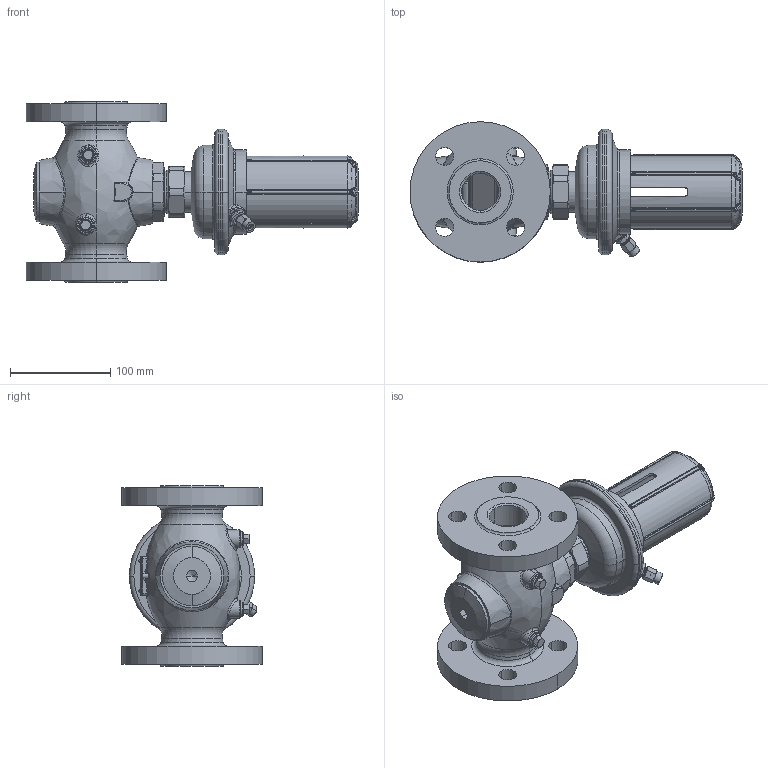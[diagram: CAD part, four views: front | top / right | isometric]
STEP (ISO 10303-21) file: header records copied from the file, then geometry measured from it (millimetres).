
FILE_DESCRIPTION((''),'2;1');
FILE_NAME('003H6348_ASM','2015-02-20T',('u317927'),('Danfoss'),'PRO/ENGINEER BY PARAMETRIC TECHNOLOGY CORPORATION, 2014000','PRO/ENGINEER BY PARAMETRIC TECHNOLOGY CORPORATION, 2014000','');
FILE_SCHEMA(('CONFIG_CONTROL_DESIGN'));
Products named in the file (22): 88810780-MODIFIED; 88810790_ZAVIHAN; 8883807_INST; TRATA-MUTTER; 8883751_ASM; 8883510; 8882035; 8882042; 49763; 5184018; SHILD-VGF; 5589607; 8883842; 8883844_ASM; 065B0783-R_ASM; 5454032; 88810710; SERTO2; SERTO3; SERTO-1_ASM; STICKER-ACTUATOR; 003H6348_ASM
Assembly tree (24 placements, depth 4):
  003H6348_ASM
    8883751_ASM
      88810780-MODIFIED
      88810790_ZAVIHAN
      8883807_INST
      TRATA-MUTTER
    8883510
    065B0783-R_ASM
      8882035
      8882042
      49763  x2
      5184018  x2
      SHILD-VGF
      5589607  x2
      8883844_ASM
        8883842
    5454032
    SERTO-1_ASM
      88810710
      SERTO2
      SERTO3
    STICKER-ACTUATOR
Bounding box: 331.25 x 140 x 180 mm (x, y, z)
Volume: 1234988.2 mm3; surface area: 362526.4 mm2
Topology: 20 solids, 33 shells, 1519 faces, 3545 edges, 2132 vertices
Faces by surface type: plane 461, cylinder 368, cone 240, bspline 232, torus 196, sphere 22
Entity records: 53161 total; most frequent: CARTESIAN_POINT 20472, ORIENTED_EDGE 6828, DIRECTION 6701, EDGE_CURVE 3441, AXIS2_PLACEMENT_3D 2832, VERTEX_POINT 2077, EDGE_LOOP 1593, CIRCLE 1519
